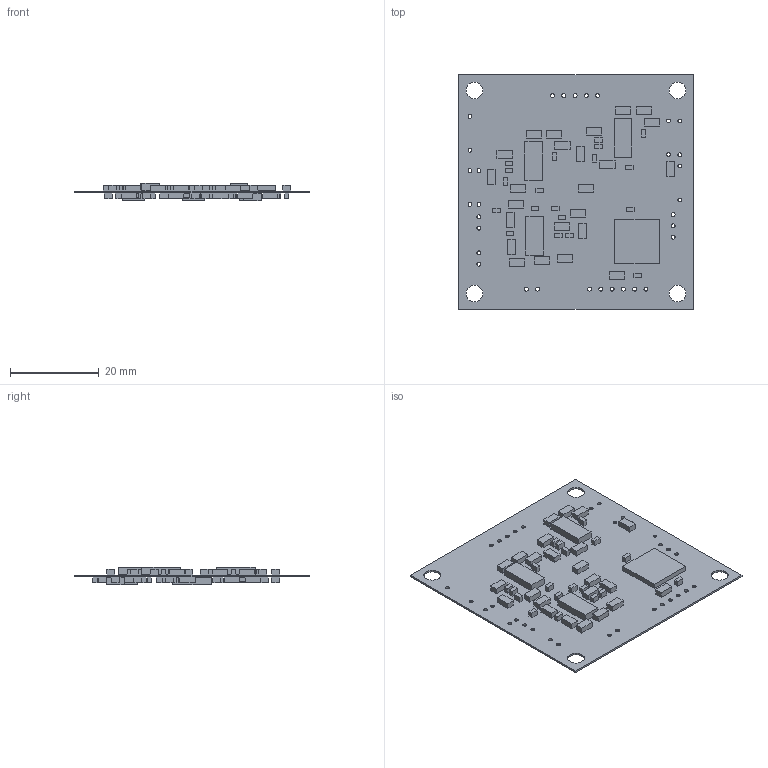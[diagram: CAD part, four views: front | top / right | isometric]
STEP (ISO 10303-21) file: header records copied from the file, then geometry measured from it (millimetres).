
FILE_DESCRIPTION(('Open CASCADE Model'),'2;1');
FILE_NAME('Open CASCADE Shape Model','2016-10-31T17:20:31',('Author'),( 'Open CASCADE'),'Open CASCADE STEP processor 6.8','Open CASCADE 6.8' ,'Unknown');
FILE_SCHEMA(('AUTOMOTIVE_DESIGN { 1 0 10303 214 1 1 1 1 }'));
Length unit declared in the file: millimetre
Products named in the file (114): PCB; Board; U7; 687499384; Extruded; U6; R27; 687486464; R26; R25; R24; L2; 687498432; L1; C24; 687486328; C23; C22; C21; C20; U5; 687499520; U4_Input2; 687499248; U4_Input1; U3; U2_Filtering2; 687498976; U2_Filtering1; U1_Filtering2; U1_Filtering1; R23; R22_Input2; R22_Input1; R21_Input2; R21_Input1; R20_Input2; R20_Input1; R19; R18 ...
Assembly tree (201 placements, depth 4):
  PCB
    Board
    U7
      687499384
        Extruded
    U6
      687499384
        Extruded
    R27
      687486464
        Extruded
    R26
      687486464
        Extruded
    R25
      687486464
        Extruded
    R24
      687486464
        Extruded
    L2
      687498432
        Extruded
    L1
      687498432
        Extruded
    C24
      687486328
        Extruded
    C23
      687486464
        Extruded
    C22
      687486328
        Extruded
    C21
      687486328
        Extruded
    C20
      687486328
        Extruded
    U5
      687499520
        Extruded
    U4_Input2
      687499248
        Extruded
    U4_Input1
      687499248
        Extruded
    U3
      687499248
        Extruded
    U2_Filtering2
      687498976
        Extruded
    U2_Filtering1
      687498976
        Extruded
    U1_Filtering2
Bounding box: 52.83 x 52.83 x 3.9 mm (x, y, z)
Volume: 2068.6 mm3; surface area: 8240.1 mm2
Topology: 97 solids, 97 shells, 618 faces, 1272 edges, 848 vertices
Faces by surface type: plane 582, cylinder 36
Full cylindrical faces by diameter (mm): 0.85 x12, 0.9 x20, 3.785 x4
Entity records: 8624 total; most frequent: CARTESIAN_POINT 1516, DIRECTION 1232, LINE 504, VECTOR 504, ORIENTED_EDGE 432, PCURVE 432, DEFINITIONAL_REPRESENTATION 432, AXIS2_PLACEMENT_3D 364
